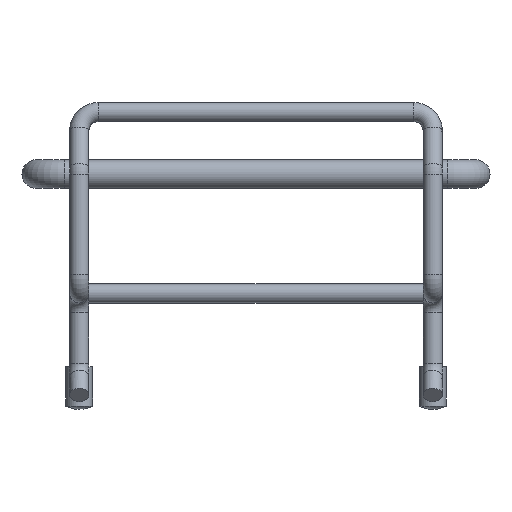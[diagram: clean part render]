
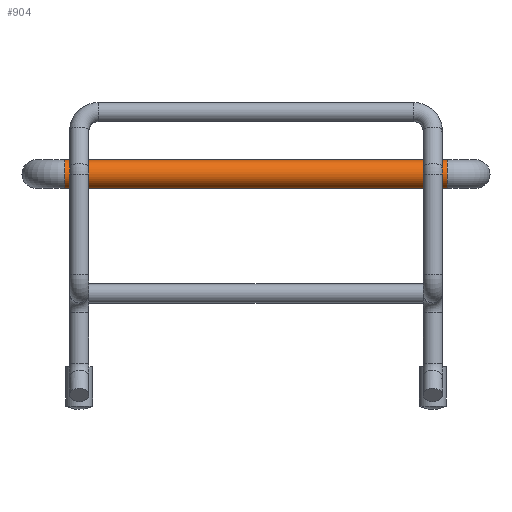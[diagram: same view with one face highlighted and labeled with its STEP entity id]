
A CAD part, front view. The second image highlights one B-rep face of the part: STEP entity #904.
In plain terms, the highlighted cylindrical face has radius 3 mm (diameter 6 mm), a full revolution.
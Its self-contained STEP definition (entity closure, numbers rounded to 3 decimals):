
#15=FACE_BOUND('',#139,.T.);
#16=FACE_BOUND('',#140,.T.);
#90=FACE_OUTER_BOUND('',#138,.T.);
#138=EDGE_LOOP('',(#731,#732,#733,#734));
#139=EDGE_LOOP('',(#735,#736));
#140=EDGE_LOOP('',(#737,#738));
#182=LINE('',#1790,#216);
#216=VECTOR('',#1299,3.);
#286=CIRCLE('',#1035,3.);
#287=CIRCLE('',#1037,3.);
#289=CIRCLE('',#1040,3.);
#290=CIRCLE('',#1041,3.);
#373=VERTEX_POINT('',#1782);
#374=VERTEX_POINT('',#1786);
#375=VERTEX_POINT('',#1791);
#376=VERTEX_POINT('',#1792);
#377=VERTEX_POINT('',#1794);
#378=VERTEX_POINT('',#1795);
#497=EDGE_CURVE('',#373,#373,#286,.T.);
#498=EDGE_CURVE('',#374,#374,#287,.T.);
#500=EDGE_CURVE('',#373,#374,#182,.T.);
#501=EDGE_CURVE('',#375,#376,#289,.T.);
#502=EDGE_CURVE('',#377,#378,#290,.T.);
#731=ORIENTED_EDGE('',*,*,#497,.F.);
#732=ORIENTED_EDGE('',*,*,#500,.T.);
#733=ORIENTED_EDGE('',*,*,#498,.T.);
#734=ORIENTED_EDGE('',*,*,#500,.F.);
#735=ORIENTED_EDGE('',*,*,#501,.T.);
#736=ORIENTED_EDGE('',*,*,#501,.F.);
#737=ORIENTED_EDGE('',*,*,#502,.T.);
#738=ORIENTED_EDGE('',*,*,#502,.F.);
#812=CYLINDRICAL_SURFACE('',#1039,3.);
#904=ADVANCED_FACE('',(#90,#15,#16),#812,.T.);
#1035=AXIS2_PLACEMENT_3D('',#1784,#1289,#1290);
#1037=AXIS2_PLACEMENT_3D('',#1787,#1293,#1294);
#1039=AXIS2_PLACEMENT_3D('',#1789,#1297,#1298);
#1040=AXIS2_PLACEMENT_3D('',#1793,#1300,#1301);
#1041=AXIS2_PLACEMENT_3D('',#1796,#1302,#1303);
#1289=DIRECTION('center_axis',(-1.,0.,0.));
#1290=DIRECTION('ref_axis',(0.,-1.,0.));
#1293=DIRECTION('center_axis',(-1.,0.,0.));
#1294=DIRECTION('ref_axis',(0.,-1.,0.));
#1297=DIRECTION('center_axis',(-1.,0.,0.));
#1298=DIRECTION('ref_axis',(0.,-1.,0.));
#1299=DIRECTION('',(1.,0.,0.));
#1300=DIRECTION('center_axis',(-1.,0.,0.));
#1301=DIRECTION('ref_axis',(0.,-1.,0.));
#1302=DIRECTION('center_axis',(-1.,0.,0.));
#1303=DIRECTION('ref_axis',(0.,-1.,0.));
#1782=CARTESIAN_POINT('',(-40.,-235.5,0.));
#1784=CARTESIAN_POINT('Origin',(-40.,-238.5,0.));
#1786=CARTESIAN_POINT('',(40.,-235.5,0.));
#1787=CARTESIAN_POINT('Origin',(40.,-238.5,0.));
#1789=CARTESIAN_POINT('Origin',(40.,-238.5,0.));
#1790=CARTESIAN_POINT('',(40.,-235.5,0.));
#1791=CARTESIAN_POINT('',(-37.,-241.5,0.));
#1792=CARTESIAN_POINT('',(-37.,-241.351,0.935));
#1793=CARTESIAN_POINT('Origin',(-37.,-238.5,0.));
#1794=CARTESIAN_POINT('',(37.,-241.5,0.));
#1795=CARTESIAN_POINT('',(37.,-241.351,0.935));
#1796=CARTESIAN_POINT('Origin',(37.,-238.5,0.));
